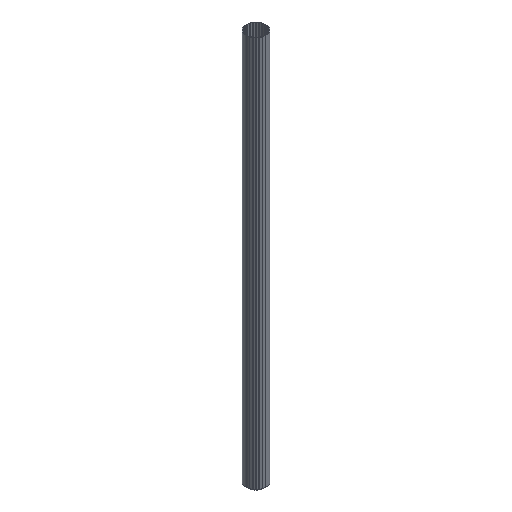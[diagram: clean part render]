
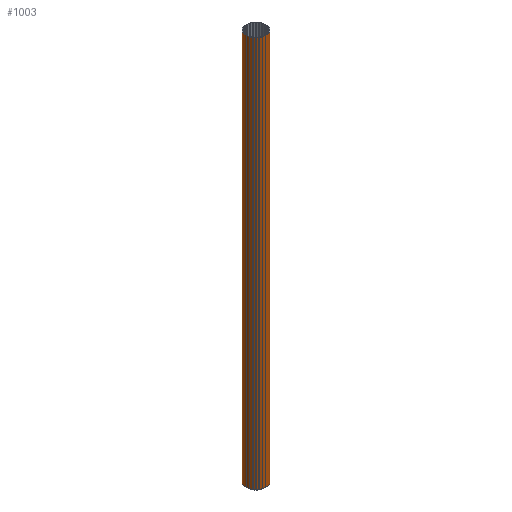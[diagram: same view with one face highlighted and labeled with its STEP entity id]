
A CAD part, isometric view. The second image highlights one B-rep face of the part: STEP entity #1003.
In plain terms, the highlighted cylindrical face has radius 25 mm (diameter 50 mm), a full revolution.
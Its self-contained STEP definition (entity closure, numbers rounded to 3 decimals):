
#16=FACE_BOUND('',#119,.T.);
#67=FACE_OUTER_BOUND('',#118,.T.);
#118=EDGE_LOOP('',(#754));
#119=EDGE_LOOP('',(#755));
#316=CIRCLE('',#1153,25.);
#317=CIRCLE('',#1154,25.);
#414=VERTEX_POINT('',#1795);
#415=VERTEX_POINT('',#1797);
#560=EDGE_CURVE('',#414,#414,#316,.T.);
#561=EDGE_CURVE('',#415,#415,#317,.T.);
#754=ORIENTED_EDGE('',*,*,#560,.F.);
#755=ORIENTED_EDGE('',*,*,#561,.F.);
#902=CYLINDRICAL_SURFACE('',#1152,25.);
#1003=ADVANCED_FACE('',(#67,#16),#902,.T.);
#1152=AXIS2_PLACEMENT_3D('',#1794,#1495,#1496);
#1153=AXIS2_PLACEMENT_3D('',#1796,#1497,#1498);
#1154=AXIS2_PLACEMENT_3D('',#1798,#1499,#1500);
#1495=DIRECTION('center_axis',(0.,0.,1.));
#1496=DIRECTION('ref_axis',(-1.,0.,0.));
#1497=DIRECTION('center_axis',(0.,0.,1.));
#1498=DIRECTION('ref_axis',(-1.,0.,0.));
#1499=DIRECTION('center_axis',(0.,0.,-1.));
#1500=DIRECTION('ref_axis',(-1.,0.,0.));
#1794=CARTESIAN_POINT('Origin',(0.,0.,0.));
#1795=CARTESIAN_POINT('',(25.,0.,1000.));
#1796=CARTESIAN_POINT('Origin',(0.,0.,1000.));
#1797=CARTESIAN_POINT('',(25.,0.,0.));
#1798=CARTESIAN_POINT('Origin',(0.,0.,0.));
